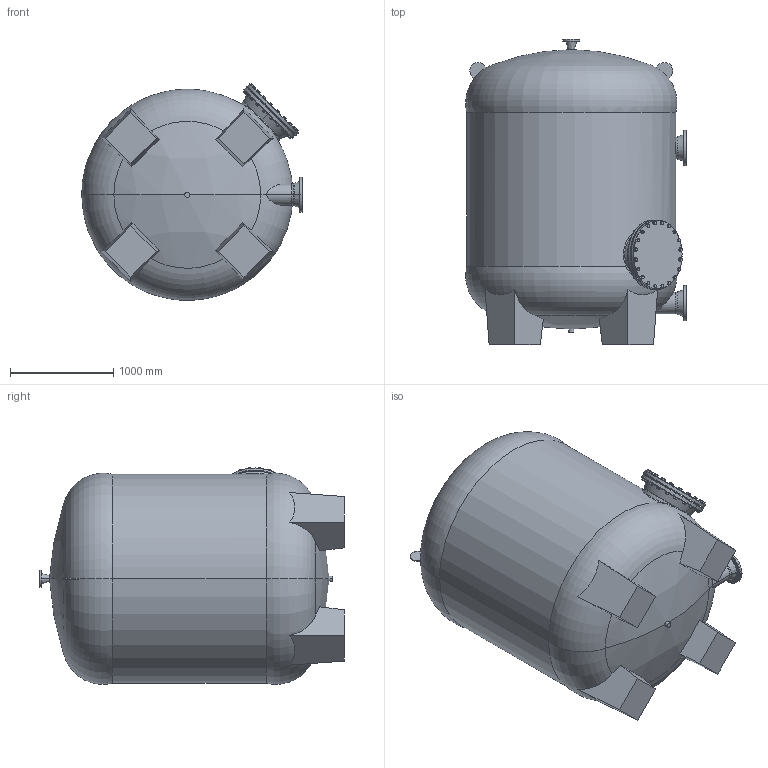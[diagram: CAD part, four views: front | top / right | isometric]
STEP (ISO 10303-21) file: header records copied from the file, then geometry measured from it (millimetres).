
FILE_DESCRIPTION (( 'STEP AP214' ), '1' );
FILE_NAME ('Ozon_reactor_200c.STEP', '2020-11-03T07:22:41', ( '' ), ( '' ), 'SwSTEP 2.0', 'SolidWorks 2019', '' );
FILE_SCHEMA (( 'AUTOMOTIVE_DESIGN' ));
Length unit declared in the file: millimetre
Products named in the file (1): Ozon_reactor_200c
Bounding box: 2133.36 x 2949.81 x 2096.71 mm (x, y, z)
Surface area: 24267514.1 mm2 (no closed solid volume)
Topology: 0 solids, 76 shells, 781 faces, 1928 edges, 1228 vertices
Faces by surface type: plane 344, cone 288, cylinder 95, torus 46, bspline 4, sphere 4
Entity records: 56558 total; most frequent: CARTESIAN_POINT 33194, ORIENTED_EDGE 3423, EDGE_CURVE 1928, DIRECTION 1920, B_SPLINE_CURVE_WITH_KNOTS 1717, VERTEX_POINT 1228, AXIS2_PLACEMENT_3D 931, EDGE_LOOP 830
